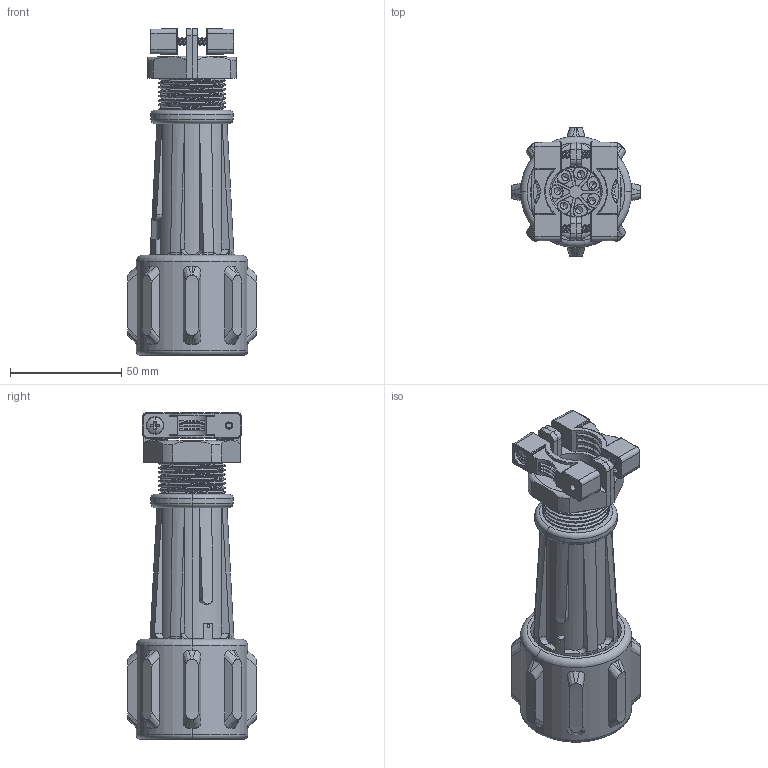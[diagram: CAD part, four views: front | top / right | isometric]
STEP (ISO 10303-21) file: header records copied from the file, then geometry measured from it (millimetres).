
FILE_DESCRIPTION(('STEP AP242'),'1');
FILE_NAME('pxa911-07-p.stp','2024-05-01T22:24:38',('TraceParts'),('TraceParts S.A.'),'Spatial InterOp 3D',' ',' ');
FILE_SCHEMA(('AP242_MANAGED_MODEL_BASED_3D_ENGINEERING_MIM_LF {1 0 10303 442 1 1 4}'));
Length unit declared in the file: millimetre
Products named in the file (1): LIST_PXA911-XX-X_SW0003
Bounding box: 58 x 58 x 146.75 mm (x, y, z)
Volume: 115973.2 mm3; surface area: 74975.8 mm2
Topology: 2 solids, 2 shells, 1659 faces, 4320 edges, 2772 vertices
Faces by surface type: plane 821, cylinder 442, cone 199, bspline 142, torus 29, sphere 26
Entity records: 87504 total; most frequent: CARTESIAN_POINT 48096, ORIENTED_EDGE 8584, DIRECTION 7523, EDGE_CURVE 4292, VERTEX_POINT 2772, LINE 2525, VECTOR 2525, AXIS2_PLACEMENT_3D 2499
